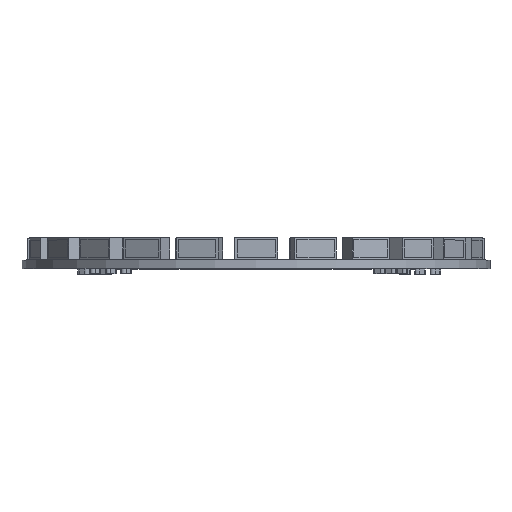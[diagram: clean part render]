
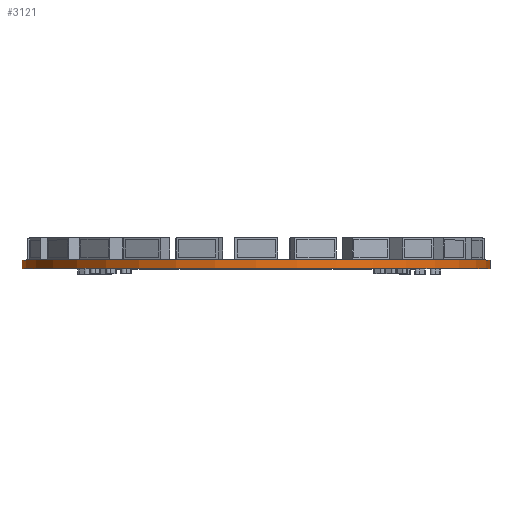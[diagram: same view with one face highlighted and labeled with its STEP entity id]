
A CAD part, top view. The second image highlights one B-rep face of the part: STEP entity #3121.
In plain terms, the highlighted cylindrical face has radius 21.7 mm (diameter 43.4 mm), a full revolution.
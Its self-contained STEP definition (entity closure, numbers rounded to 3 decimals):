
#159=CIRCLE('',#3435,21.7);
#160=CIRCLE('',#3436,21.7);
#210=CYLINDRICAL_SURFACE('',#3434,21.7);
#633=FACE_OUTER_BOUND('',#805,.T.);
#805=EDGE_LOOP('',(#2752,#2753,#2754,#2755));
#1111=LINE('',#5256,#1401);
#1401=VECTOR('',#4327,21.7);
#1660=VERTEX_POINT('',#5253);
#1661=VERTEX_POINT('',#5255);
#2049=EDGE_CURVE('',#1660,#1660,#159,.T.);
#2050=EDGE_CURVE('',#1660,#1661,#1111,.T.);
#2051=EDGE_CURVE('',#1661,#1661,#160,.T.);
#2752=ORIENTED_EDGE('',*,*,#2049,.F.);
#2753=ORIENTED_EDGE('',*,*,#2050,.T.);
#2754=ORIENTED_EDGE('',*,*,#2051,.T.);
#2755=ORIENTED_EDGE('',*,*,#2050,.F.);
#3121=ADVANCED_FACE('',(#633),#210,.T.);
#3434=AXIS2_PLACEMENT_3D('',#5252,#4323,#4324);
#3435=AXIS2_PLACEMENT_3D('',#5254,#4325,#4326);
#3436=AXIS2_PLACEMENT_3D('',#5257,#4328,#4329);
#4323=DIRECTION('center_axis',(0.,1.,0.));
#4324=DIRECTION('ref_axis',(0.,0.,-1.));
#4325=DIRECTION('center_axis',(0.,1.,0.));
#4326=DIRECTION('ref_axis',(0.,0.,-1.));
#4327=DIRECTION('',(0.,-1.,0.));
#4328=DIRECTION('center_axis',(0.,1.,0.));
#4329=DIRECTION('ref_axis',(0.,0.,-1.));
#5252=CARTESIAN_POINT('Origin',(0.,0.05,0.));
#5253=CARTESIAN_POINT('',(0.,0.85,21.7));
#5254=CARTESIAN_POINT('Origin',(0.,0.85,0.));
#5255=CARTESIAN_POINT('',(0.,0.05,21.7));
#5256=CARTESIAN_POINT('',(0.,0.05,21.7));
#5257=CARTESIAN_POINT('Origin',(0.,0.05,0.));
